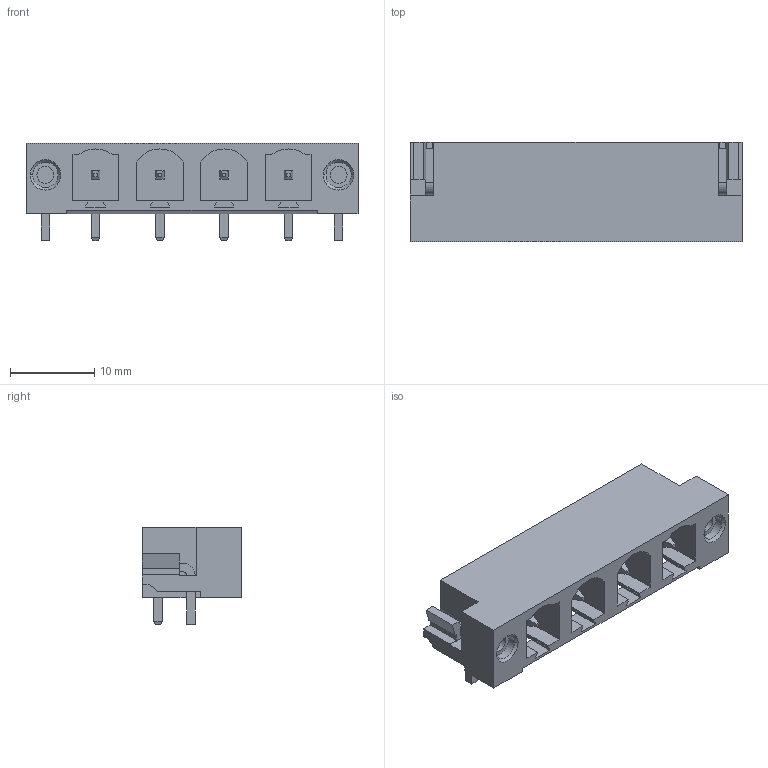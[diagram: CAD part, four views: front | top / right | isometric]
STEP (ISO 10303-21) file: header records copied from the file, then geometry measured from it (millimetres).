
FILE_DESCRIPTION(('CATIA V5 STEP Exchange','CAx-IF Rec.Pracs.--- Model Styling and Organization---1.2---2011-12-15'),'2;1');
FILE_NAME ('D1452196_0_1472630000_1472630000.stp','2018-11-15T17:10:17+00:00',('none'),('Weidmueller'),'CATIA Version 5-6 Release 2014','CATIA V5 STEP AP214','none');
FILE_SCHEMA(('AUTOMOTIVE_DESIGN { 1 0 10303 214 1 1 1 1 }'));
Length unit declared in the file: millimetre
Products named in the file (1): 1472630000
Bounding box: 39.34 x 11.75 x 11.6 mm (x, y, z)
Volume: 2371.6 mm3; surface area: 3455.6 mm2
Topology: 9 solids, 9 shells, 300 faces, 801 edges, 518 vertices
Faces by surface type: plane 256, cylinder 40, cone 4
Entity records: 8303 total; most frequent: ORIENTED_EDGE 1602, CARTESIAN_POINT 1473, DIRECTION 1083, EDGE_CURVE 769, VECTOR 661, LINE 661, VERTEX_POINT 486, EDGE_LOOP 323
